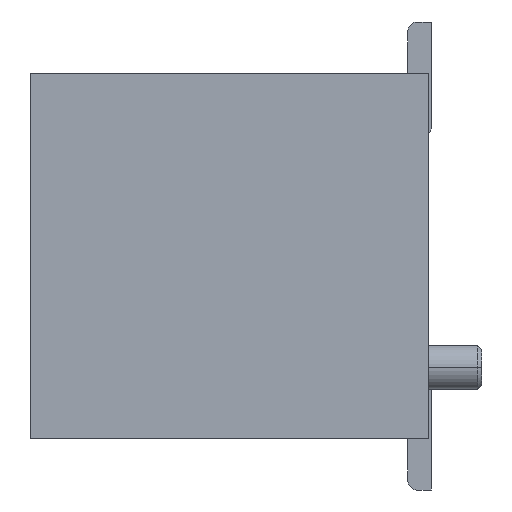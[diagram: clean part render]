
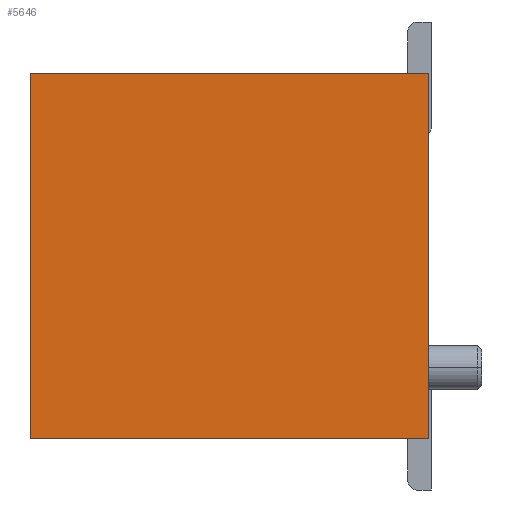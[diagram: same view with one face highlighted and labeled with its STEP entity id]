
A CAD part, left-side view. The second image highlights one B-rep face of the part: STEP entity #5646.
In plain terms, the highlighted planar face has unit normal (-1, 0, 0).
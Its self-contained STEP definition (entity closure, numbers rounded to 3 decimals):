
#3214=CARTESIAN_POINT('',(0.,5.07,0.));
#3215=VERTEX_POINT('',#3214);
#3223=CARTESIAN_POINT('',(0.,5.07,-4.1));
#3224=VERTEX_POINT('',#3223);
#3231=CARTESIAN_POINT('',(0.,5.07,-4.1));
#3232=DIRECTION('',(0.,0.,1.));
#3233=VECTOR('',#3232,4.1);
#3234=LINE('',#3231,#3233);
#3235=EDGE_CURVE('',#3224,#3215,#3234,.T.);
#5579=CARTESIAN_POINT('',(0.,0.6,0.));
#5580=VERTEX_POINT('',#5579);
#5587=CARTESIAN_POINT('',(0.,0.6,-4.1));
#5588=VERTEX_POINT('',#5587);
#5589=CARTESIAN_POINT('',(0.,0.6,0.));
#5590=DIRECTION('',(0.,0.,-1.));
#5591=VECTOR('',#5590,4.1);
#5592=LINE('',#5589,#5591);
#5593=EDGE_CURVE('',#5580,#5588,#5592,.T.);
#5625=CARTESIAN_POINT('',(0.,0.6,-4.1));
#5626=DIRECTION('',(0.,0.,1.));
#5627=DIRECTION('',(-1.,0.,0.));
#5628=AXIS2_PLACEMENT_3D('',#5625,#5627,#5626);
#5629=PLANE('',#5628);
#5630=CARTESIAN_POINT('',(0.,0.6,0.));
#5631=DIRECTION('',(0.,1.,0.));
#5632=VECTOR('',#5631,4.47);
#5633=LINE('',#5630,#5632);
#5634=EDGE_CURVE('',#5580,#3215,#5633,.T.);
#5635=ORIENTED_EDGE('',*,*,#5634,.T.);
#5636=ORIENTED_EDGE('',*,*,#3235,.F.);
#5637=CARTESIAN_POINT('',(0.,0.6,-4.1));
#5638=DIRECTION('',(0.,1.,0.));
#5639=VECTOR('',#5638,4.47);
#5640=LINE('',#5637,#5639);
#5641=EDGE_CURVE('',#5588,#3224,#5640,.T.);
#5642=ORIENTED_EDGE('',*,*,#5641,.F.);
#5643=ORIENTED_EDGE('',*,*,#5593,.F.);
#5644=EDGE_LOOP('',(#5635,#5636,#5642,#5643));
#5645=FACE_OUTER_BOUND('',#5644,.T.);
#5646=ADVANCED_FACE('',(#5645),#5629,.T.);
